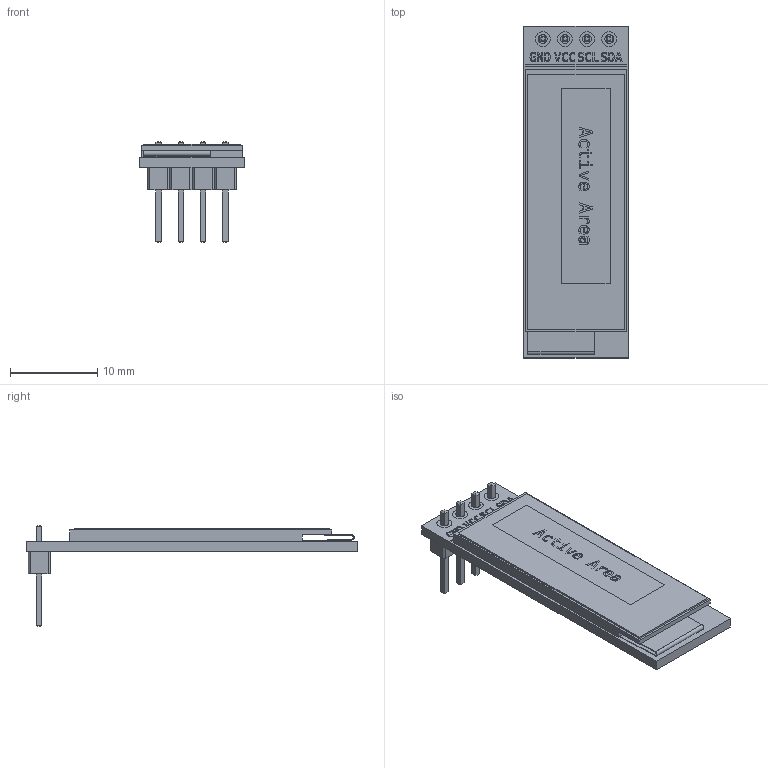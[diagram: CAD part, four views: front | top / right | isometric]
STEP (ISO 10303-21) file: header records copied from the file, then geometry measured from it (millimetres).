
FILE_DESCRIPTION(('FreeCAD Model'),'2;1');
FILE_NAME('Open CASCADE Shape Model','2026-01-27T23:15:20',(''),(''), 'Open CASCADE STEP processor 7.9','FreeCAD','Unknown');
FILE_SCHEMA(('AUTOMOTIVE_DESIGN { 1 0 10303 214 1 1 1 1 }'));
Length unit declared in the file: millimetre
Products named in the file (21): ER_OLEDM0_91_1x_I2C; PCB; Panel; Screen; Ribbon; HolePlating; ActiveArea; ActiveAreaText; PinHeader; Chamfer; Cut004; Silkscreen; SilkscreenLine; GNDShapeString; VCCShapeString; SCLShapeString; SDAShapeString; GNDText; VCCText; SCLText; SDAText
Assembly tree (20 placements, depth 3):
  ER_OLEDM0_91_1x_I2C
    PCB
    Panel
    Screen
    Ribbon
    HolePlating
    ActiveArea
    ActiveAreaText
    PinHeader
      Chamfer
      Cut004
    Silkscreen
      SilkscreenLine
      GNDShapeString
      VCCShapeString
      SCLShapeString
      SDAShapeString
      GNDText
      VCCText
      SCLText
      SDAText
Bounding box: 12 x 38 x 11.54 mm (x, y, z)
Volume: 1112 mm3; surface area: 3254.1 mm2
Topology: 43 solids, 55 shells, 974 faces, 2739 edges, 1880 vertices
Faces by surface type: plane 540, extrusion 420, cylinder 14
Full cylindrical faces by diameter (mm): 1 x4, 1.7 x8
Entity records: 32593 total; most frequent: CARTESIAN_POINT 8390, ORIENTED_EDGE 5284, DIRECTION 3369, EDGE_CURVE 2739, VECTOR 2163, VERTEX_POINT 1880, LINE 1743, B_SPLINE_CURVE_WITH_KNOTS 1388
